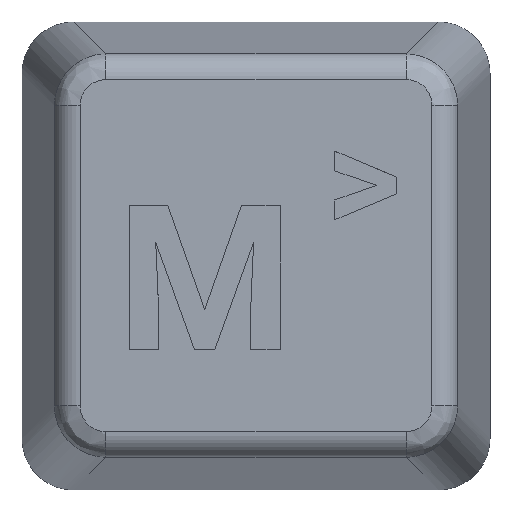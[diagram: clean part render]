
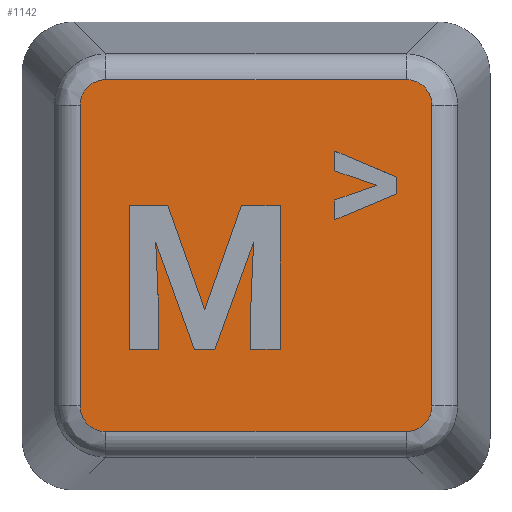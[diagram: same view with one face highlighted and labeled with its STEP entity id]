
A CAD part, top view. The second image highlights one B-rep face of the part: STEP entity #1142.
In plain terms, the highlighted planar face has unit normal (0, 0, 1).
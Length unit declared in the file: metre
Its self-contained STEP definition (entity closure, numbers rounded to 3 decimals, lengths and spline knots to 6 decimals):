
#39=LINE('',#1642,#177);
#40=LINE('',#1646,#178);
#41=LINE('',#1650,#179);
#42=LINE('',#1654,#180);
#43=LINE('',#1655,#181);
#44=LINE('',#1658,#182);
#45=LINE('',#1660,#183);
#46=LINE('',#1662,#184);
#47=LINE('',#1664,#185);
#48=LINE('',#1666,#186);
#49=LINE('',#1668,#187);
#50=LINE('',#1669,#188);
#51=LINE('',#1672,#189);
#52=LINE('',#1674,#190);
#53=LINE('',#1676,#191);
#54=LINE('',#1678,#192);
#55=LINE('',#1680,#193);
#56=LINE('',#1682,#194);
#57=LINE('',#1684,#195);
#58=LINE('',#1686,#196);
#59=LINE('',#1688,#197);
#60=LINE('',#1690,#198);
#61=LINE('',#1692,#199);
#62=LINE('',#1694,#200);
#63=LINE('',#1696,#201);
#64=LINE('',#1698,#202);
#177=VECTOR('',#1319,1.);
#178=VECTOR('',#1322,1.);
#179=VECTOR('',#1325,1.);
#180=VECTOR('',#1328,1.);
#181=VECTOR('',#1329,1.);
#182=VECTOR('',#1330,1.);
#183=VECTOR('',#1331,1.);
#184=VECTOR('',#1332,1.);
#185=VECTOR('',#1333,1.);
#186=VECTOR('',#1334,1.);
#187=VECTOR('',#1335,1.);
#188=VECTOR('',#1336,1.);
#189=VECTOR('',#1337,1.);
#190=VECTOR('',#1338,1.);
#191=VECTOR('',#1339,1.);
#192=VECTOR('',#1340,1.);
#193=VECTOR('',#1341,1.);
#194=VECTOR('',#1342,1.);
#195=VECTOR('',#1343,1.);
#196=VECTOR('',#1344,1.);
#197=VECTOR('',#1345,1.);
#198=VECTOR('',#1346,1.);
#199=VECTOR('',#1347,1.);
#200=VECTOR('',#1348,1.);
#201=VECTOR('',#1349,1.);
#202=VECTOR('',#1350,1.);
#315=ORIENTED_EDGE('',*,*,#651,.F.);
#316=ORIENTED_EDGE('',*,*,#652,.T.);
#317=ORIENTED_EDGE('',*,*,#653,.F.);
#318=ORIENTED_EDGE('',*,*,#654,.T.);
#319=ORIENTED_EDGE('',*,*,#655,.F.);
#320=ORIENTED_EDGE('',*,*,#656,.T.);
#321=ORIENTED_EDGE('',*,*,#657,.F.);
#322=ORIENTED_EDGE('',*,*,#658,.T.);
#323=ORIENTED_EDGE('',*,*,#659,.T.);
#324=ORIENTED_EDGE('',*,*,#660,.T.);
#325=ORIENTED_EDGE('',*,*,#661,.T.);
#326=ORIENTED_EDGE('',*,*,#662,.T.);
#327=ORIENTED_EDGE('',*,*,#663,.T.);
#328=ORIENTED_EDGE('',*,*,#664,.T.);
#329=ORIENTED_EDGE('',*,*,#665,.T.);
#330=ORIENTED_EDGE('',*,*,#666,.T.);
#331=ORIENTED_EDGE('',*,*,#667,.T.);
#332=ORIENTED_EDGE('',*,*,#668,.T.);
#333=ORIENTED_EDGE('',*,*,#669,.T.);
#334=ORIENTED_EDGE('',*,*,#670,.T.);
#335=ORIENTED_EDGE('',*,*,#671,.T.);
#336=ORIENTED_EDGE('',*,*,#672,.T.);
#337=ORIENTED_EDGE('',*,*,#673,.T.);
#338=ORIENTED_EDGE('',*,*,#674,.T.);
#339=ORIENTED_EDGE('',*,*,#675,.T.);
#340=ORIENTED_EDGE('',*,*,#676,.T.);
#341=ORIENTED_EDGE('',*,*,#677,.T.);
#342=ORIENTED_EDGE('',*,*,#678,.T.);
#343=ORIENTED_EDGE('',*,*,#679,.T.);
#344=ORIENTED_EDGE('',*,*,#680,.T.);
#651=EDGE_CURVE('',#819,#820,#929,.F.);
#652=EDGE_CURVE('',#819,#821,#39,.T.);
#653=EDGE_CURVE('',#822,#821,#930,.F.);
#654=EDGE_CURVE('',#822,#823,#40,.T.);
#655=EDGE_CURVE('',#824,#823,#931,.F.);
#656=EDGE_CURVE('',#824,#825,#41,.T.);
#657=EDGE_CURVE('',#826,#825,#932,.F.);
#658=EDGE_CURVE('',#826,#820,#42,.T.);
#659=EDGE_CURVE('',#827,#828,#43,.T.);
#660=EDGE_CURVE('',#828,#829,#44,.T.);
#661=EDGE_CURVE('',#829,#830,#45,.T.);
#662=EDGE_CURVE('',#830,#831,#46,.T.);
#663=EDGE_CURVE('',#831,#832,#47,.T.);
#664=EDGE_CURVE('',#832,#833,#48,.T.);
#665=EDGE_CURVE('',#833,#827,#49,.T.);
#666=EDGE_CURVE('',#834,#835,#50,.T.);
#667=EDGE_CURVE('',#835,#836,#51,.T.);
#668=EDGE_CURVE('',#836,#837,#52,.T.);
#669=EDGE_CURVE('',#837,#838,#53,.T.);
#670=EDGE_CURVE('',#838,#839,#54,.T.);
#671=EDGE_CURVE('',#839,#840,#55,.T.);
#672=EDGE_CURVE('',#840,#841,#56,.T.);
#673=EDGE_CURVE('',#841,#842,#57,.T.);
#674=EDGE_CURVE('',#842,#843,#58,.T.);
#675=EDGE_CURVE('',#843,#844,#59,.T.);
#676=EDGE_CURVE('',#844,#845,#60,.T.);
#677=EDGE_CURVE('',#845,#846,#61,.T.);
#678=EDGE_CURVE('',#846,#847,#62,.T.);
#679=EDGE_CURVE('',#847,#848,#63,.T.);
#680=EDGE_CURVE('',#848,#834,#64,.T.);
#819=VERTEX_POINT('',#1640);
#820=VERTEX_POINT('',#1641);
#821=VERTEX_POINT('',#1643);
#822=VERTEX_POINT('',#1645);
#823=VERTEX_POINT('',#1647);
#824=VERTEX_POINT('',#1649);
#825=VERTEX_POINT('',#1651);
#826=VERTEX_POINT('',#1653);
#827=VERTEX_POINT('',#1656);
#828=VERTEX_POINT('',#1657);
#829=VERTEX_POINT('',#1659);
#830=VERTEX_POINT('',#1661);
#831=VERTEX_POINT('',#1663);
#832=VERTEX_POINT('',#1665);
#833=VERTEX_POINT('',#1667);
#834=VERTEX_POINT('',#1670);
#835=VERTEX_POINT('',#1671);
#836=VERTEX_POINT('',#1673);
#837=VERTEX_POINT('',#1675);
#838=VERTEX_POINT('',#1677);
#839=VERTEX_POINT('',#1679);
#840=VERTEX_POINT('',#1681);
#841=VERTEX_POINT('',#1683);
#842=VERTEX_POINT('',#1685);
#843=VERTEX_POINT('',#1687);
#844=VERTEX_POINT('',#1689);
#845=VERTEX_POINT('',#1691);
#846=VERTEX_POINT('',#1693);
#847=VERTEX_POINT('',#1695);
#848=VERTEX_POINT('',#1697);
#929=ELLIPSE('',#1222,0.00102,0.001);
#930=ELLIPSE('',#1223,0.00102,0.001);
#931=ELLIPSE('',#1224,0.00102,0.001);
#932=ELLIPSE('',#1225,0.00102,0.001);
#949=EDGE_LOOP('',(#315,#316,#317,#318,#319,#320,#321,#322));
#950=EDGE_LOOP('',(#323,#324,#325,#326,#327,#328,#329));
#951=EDGE_LOOP('',(#330,#331,#332,#333,#334,#335,#336,#337,#338,#339,#340,
#341,#342,#343,#344));
#1021=FACE_BOUND('',#949,.T.);
#1022=FACE_BOUND('',#950,.T.);
#1023=FACE_BOUND('',#951,.T.);
#1093=PLANE('',#1221);
#1142=ADVANCED_FACE('',(#1021,#1022,#1023),#1093,.T.);
#1221=AXIS2_PLACEMENT_3D('',#1638,#1315,#1316);
#1222=AXIS2_PLACEMENT_3D('',#1639,#1317,#1318);
#1223=AXIS2_PLACEMENT_3D('',#1644,#1320,#1321);
#1224=AXIS2_PLACEMENT_3D('',#1648,#1323,#1324);
#1225=AXIS2_PLACEMENT_3D('',#1652,#1326,#1327);
#1315=DIRECTION('',(0.,0.,1.));
#1316=DIRECTION('',(1.,0.,0.));
#1317=DIRECTION('',(0.,0.,1.));
#1318=DIRECTION('',(-0.707,-0.707,0.));
#1319=DIRECTION('',(-1.,0.,0.));
#1320=DIRECTION('',(0.,0.,1.));
#1321=DIRECTION('',(0.707,-0.707,0.));
#1322=DIRECTION('',(0.,-1.,0.));
#1323=DIRECTION('',(0.,0.,1.));
#1324=DIRECTION('',(0.707,0.707,0.));
#1325=DIRECTION('',(1.,0.,0.));
#1326=DIRECTION('',(0.,0.,1.));
#1327=DIRECTION('',(-0.707,0.707,0.));
#1328=DIRECTION('',(0.,1.,0.));
#1329=DIRECTION('',(0.942,0.334,0.));
#1330=DIRECTION('',(-0.944,0.33,0.));
#1331=DIRECTION('',(0.,1.,0.));
#1332=DIRECTION('',(0.922,-0.387,0.));
#1333=DIRECTION('',(0.,-1.,0.));
#1334=DIRECTION('',(-0.922,-0.387,0.));
#1335=DIRECTION('',(0.,1.,0.));
#1336=DIRECTION('',(1.,0.,0.));
#1337=DIRECTION('',(0.334,-0.943,0.));
#1338=DIRECTION('',(0.332,0.943,0.));
#1339=DIRECTION('',(1.,0.,0.));
#1340=DIRECTION('',(0.,-1.,0.));
#1341=DIRECTION('',(-1.,0.,0.));
#1342=DIRECTION('',(0.,1.,0.));
#1343=DIRECTION('',(0.044,0.999,0.));
#1344=DIRECTION('',(-0.34,-0.94,0.));
#1345=DIRECTION('',(-1.,0.,0.));
#1346=DIRECTION('',(-0.34,0.94,0.));
#1347=DIRECTION('',(0.044,-0.999,0.));
#1348=DIRECTION('',(0.,-1.,0.));
#1349=DIRECTION('',(-1.,0.,0.));
#1350=DIRECTION('',(0.,1.,0.));
#1638=CARTESIAN_POINT('',(0.151,-0.048,0.0095));
#1639=CARTESIAN_POINT('',(0.156757,-0.042243,0.0095));
#1640=CARTESIAN_POINT('',(0.156777,-0.041233,0.0095));
#1641=CARTESIAN_POINT('',(0.157767,-0.042223,0.0095));
#1642=CARTESIAN_POINT('',(0.151,-0.041233,0.0095));
#1643=CARTESIAN_POINT('',(0.145223,-0.041233,0.0095));
#1644=CARTESIAN_POINT('',(0.145243,-0.042243,0.0095));
#1645=CARTESIAN_POINT('',(0.144233,-0.042223,0.0095));
#1646=CARTESIAN_POINT('',(0.144233,-0.048,0.0095));
#1647=CARTESIAN_POINT('',(0.144233,-0.053777,0.0095));
#1648=CARTESIAN_POINT('',(0.145243,-0.053757,0.0095));
#1649=CARTESIAN_POINT('',(0.145223,-0.054767,0.0095));
#1650=CARTESIAN_POINT('',(0.151,-0.054767,0.0095));
#1651=CARTESIAN_POINT('',(0.156777,-0.054767,0.0095));
#1652=CARTESIAN_POINT('',(0.156757,-0.053757,0.0095));
#1653=CARTESIAN_POINT('',(0.157767,-0.053777,0.0095));
#1654=CARTESIAN_POINT('',(0.157767,-0.048,0.0095));
#1655=CARTESIAN_POINT('',(0.15483,-0.04558,0.0095));
#1656=CARTESIAN_POINT('',(0.154035,-0.045861,0.0095));
#1657=CARTESIAN_POINT('',(0.155624,-0.045298,0.0095));
#1658=CARTESIAN_POINT('',(0.15483,-0.045021,0.0095));
#1659=CARTESIAN_POINT('',(0.154035,-0.044743,0.0095));
#1660=CARTESIAN_POINT('',(0.154035,-0.044363,0.0095));
#1661=CARTESIAN_POINT('',(0.154035,-0.043983,0.0095));
#1662=CARTESIAN_POINT('',(0.155226,-0.044482,0.0095));
#1663=CARTESIAN_POINT('',(0.156416,-0.044981,0.0095));
#1664=CARTESIAN_POINT('',(0.156416,-0.045302,0.0095));
#1665=CARTESIAN_POINT('',(0.156416,-0.045623,0.0095));
#1666=CARTESIAN_POINT('',(0.155226,-0.046124,0.0095));
#1667=CARTESIAN_POINT('',(0.154035,-0.046624,0.0095));
#1668=CARTESIAN_POINT('',(0.154035,-0.046243,0.0095));
#1669=CARTESIAN_POINT('',(0.146862,-0.046082,0.0095));
#1670=CARTESIAN_POINT('',(0.146118,-0.046082,0.0095));
#1671=CARTESIAN_POINT('',(0.147607,-0.046082,0.0095));
#1672=CARTESIAN_POINT('',(0.148317,-0.048087,0.0095));
#1673=CARTESIAN_POINT('',(0.149027,-0.050092,0.0095));
#1674=CARTESIAN_POINT('',(0.149734,-0.048087,0.0095));
#1675=CARTESIAN_POINT('',(0.150441,-0.046082,0.0095));
#1676=CARTESIAN_POINT('',(0.151189,-0.046082,0.0095));
#1677=CARTESIAN_POINT('',(0.151937,-0.046082,0.0095));
#1678=CARTESIAN_POINT('',(0.151937,-0.048847,0.0095));
#1679=CARTESIAN_POINT('',(0.151937,-0.051611,0.0095));
#1680=CARTESIAN_POINT('',(0.151365,-0.051611,0.0095));
#1681=CARTESIAN_POINT('',(0.150793,-0.051611,0.0095));
#1682=CARTESIAN_POINT('',(0.150793,-0.050855,0.0095));
#1683=CARTESIAN_POINT('',(0.150793,-0.050099,0.0095));
#1684=CARTESIAN_POINT('',(0.15085,-0.048795,0.0095));
#1685=CARTESIAN_POINT('',(0.150907,-0.04749,0.0095));
#1686=CARTESIAN_POINT('',(0.150161,-0.049551,0.0095));
#1687=CARTESIAN_POINT('',(0.149415,-0.051611,0.0095));
#1688=CARTESIAN_POINT('',(0.149024,-0.051611,0.0095));
#1689=CARTESIAN_POINT('',(0.148632,-0.051611,0.0095));
#1690=CARTESIAN_POINT('',(0.147888,-0.049553,0.0095));
#1691=CARTESIAN_POINT('',(0.147143,-0.047494,0.0095));
#1692=CARTESIAN_POINT('',(0.147201,-0.048797,0.0095));
#1693=CARTESIAN_POINT('',(0.147258,-0.050099,0.0095));
#1694=CARTESIAN_POINT('',(0.147258,-0.050855,0.0095));
#1695=CARTESIAN_POINT('',(0.147258,-0.051611,0.0095));
#1696=CARTESIAN_POINT('',(0.146688,-0.051611,0.0095));
#1697=CARTESIAN_POINT('',(0.146118,-0.051611,0.0095));
#1698=CARTESIAN_POINT('',(0.146118,-0.048847,0.0095));
